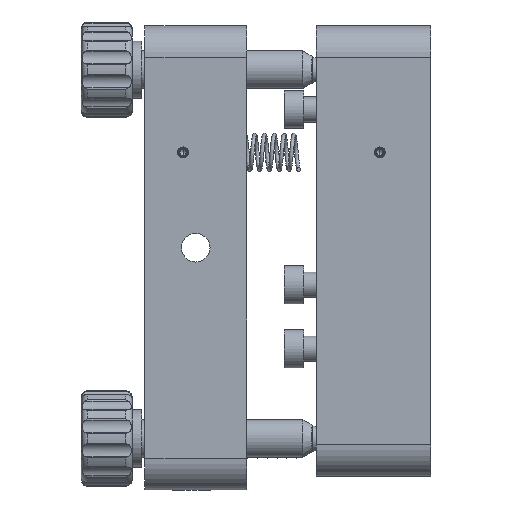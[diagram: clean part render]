
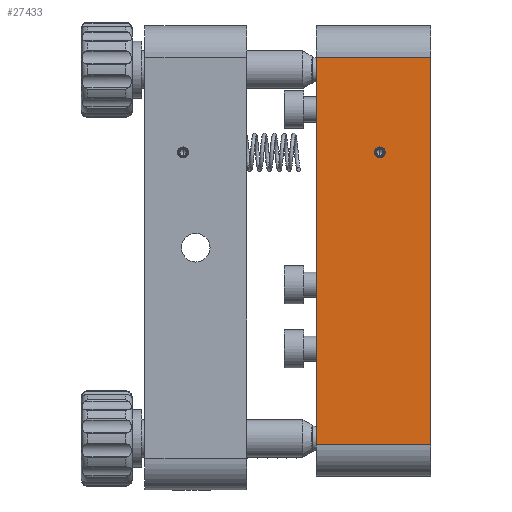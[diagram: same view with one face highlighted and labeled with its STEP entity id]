
A CAD part, front view. The second image highlights one B-rep face of the part: STEP entity #27433.
In plain terms, the highlighted planar face has unit normal (0, -1, 0).
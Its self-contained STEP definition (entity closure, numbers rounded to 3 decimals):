
#13 = EDGE_LOOP ( 'NONE', ( #10628, #31498 ) ) ;
#1153 = DIRECTION ( 'NONE',  ( 0., -1., 0. ) ) ;
#2086 = CARTESIAN_POINT ( 'NONE',  ( 0., -36., 29.9 ) ) ;
#2111 = DIRECTION ( 'NONE',  ( 0., 0., -1. ) ) ;
#3253 = AXIS2_PLACEMENT_3D ( 'NONE', #18577, #26223, #24088 ) ;
#3816 = DIRECTION ( 'NONE',  ( 0., 0., 1. ) ) ;
#4548 = CARTESIAN_POINT ( 'NONE',  ( 10., -36., 15.85 ) ) ;
#4550 = CARTESIAN_POINT ( 'NONE',  ( 18., -36., -31. ) ) ;
#5034 = DIRECTION ( 'NONE',  ( -1., 0., 0. ) ) ;
#5882 = CIRCLE ( 'NONE', #3253, 0.85 ) ;
#7138 = LINE ( 'NONE', #4550, #9545 ) ;
#7964 = CARTESIAN_POINT ( 'NONE',  ( 10., -36., 14.15 ) ) ;
#8123 = ORIENTED_EDGE ( 'NONE', *, *, #26605, .F. ) ;
#9073 = CARTESIAN_POINT ( 'NONE',  ( 18., -36., -31. ) ) ;
#9545 = VECTOR ( 'NONE', #2111, 1000. ) ;
#9833 = AXIS2_PLACEMENT_3D ( 'NONE', #26434, #1153, #23777 ) ;
#10032 = VERTEX_POINT ( 'NONE', #32328 ) ;
#10283 = LINE ( 'NONE', #15514, #13831 ) ;
#10628 = ORIENTED_EDGE ( 'NONE', *, *, #24931, .F. ) ;
#10753 = EDGE_LOOP ( 'NONE', ( #14746, #8123, #16263, #12387 ) ) ;
#11302 = DIRECTION ( 'NONE',  ( 0., 1., 0. ) ) ;
#12245 = VECTOR ( 'NONE', #21662, 1000. ) ;
#12387 = ORIENTED_EDGE ( 'NONE', *, *, #12845, .T. ) ;
#12845 = EDGE_CURVE ( 'NONE', #19673, #14742, #24699, .T. ) ;
#13420 = FACE_OUTER_BOUND ( 'NONE', #10753, .T. ) ;
#13831 = VECTOR ( 'NONE', #15943, 1000. ) ;
#14742 = VERTEX_POINT ( 'NONE', #2086 ) ;
#14746 = ORIENTED_EDGE ( 'NONE', *, *, #18243, .T. ) ;
#15514 = CARTESIAN_POINT ( 'NONE',  ( 18., -36., -31. ) ) ;
#15943 = DIRECTION ( 'NONE',  ( -1., 0., 0. ) ) ;
#16263 = ORIENTED_EDGE ( 'NONE', *, *, #25744, .F. ) ;
#16483 = PLANE ( 'NONE',  #17927 ) ;
#16936 = CARTESIAN_POINT ( 'NONE',  ( 18., -36., 29.9 ) ) ;
#16972 = VERTEX_POINT ( 'NONE', #32523 ) ;
#17927 = AXIS2_PLACEMENT_3D ( 'NONE', #9073, #11302, #3816 ) ;
#18243 = EDGE_CURVE ( 'NONE', #14742, #10032, #25263, .T. ) ;
#18577 = CARTESIAN_POINT ( 'NONE',  ( 10., -36., 15. ) ) ;
#19673 = VERTEX_POINT ( 'NONE', #16936 ) ;
#20462 = CARTESIAN_POINT ( 'NONE',  ( 18., -36., 29.9 ) ) ;
#20915 = FACE_BOUND ( 'NONE', #13, .T. ) ;
#21662 = DIRECTION ( 'NONE',  ( 0., 0., -1. ) ) ;
#23777 = DIRECTION ( 'NONE',  ( 0., 0., -1. ) ) ;
#24012 = CARTESIAN_POINT ( 'NONE',  ( 0., -36., -31. ) ) ;
#24088 = DIRECTION ( 'NONE',  ( 0., 0., -1. ) ) ;
#24699 = LINE ( 'NONE', #20462, #29858 ) ;
#24931 = EDGE_CURVE ( 'NONE', #28449, #32513, #26967, .T. ) ;
#25263 = LINE ( 'NONE', #24012, #12245 ) ;
#25744 = EDGE_CURVE ( 'NONE', #19673, #16972, #7138, .T. ) ;
#26223 = DIRECTION ( 'NONE',  ( 0., -1., 0. ) ) ;
#26434 = CARTESIAN_POINT ( 'NONE',  ( 10., -36., 15. ) ) ;
#26605 = EDGE_CURVE ( 'NONE', #16972, #10032, #10283, .T. ) ;
#26644 = EDGE_CURVE ( 'NONE', #32513, #28449, #5882, .T. ) ;
#26967 = CIRCLE ( 'NONE', #9833, 0.85 ) ;
#27433 = ADVANCED_FACE ( 'NONE', ( #20915, #13420 ), #16483, .F. ) ;
#28449 = VERTEX_POINT ( 'NONE', #7964 ) ;
#29858 = VECTOR ( 'NONE', #5034, 1000. ) ;
#31498 = ORIENTED_EDGE ( 'NONE', *, *, #26644, .F. ) ;
#32328 = CARTESIAN_POINT ( 'NONE',  ( 0., -36., -31. ) ) ;
#32513 = VERTEX_POINT ( 'NONE', #4548 ) ;
#32523 = CARTESIAN_POINT ( 'NONE',  ( 18., -36., -31. ) ) ;
